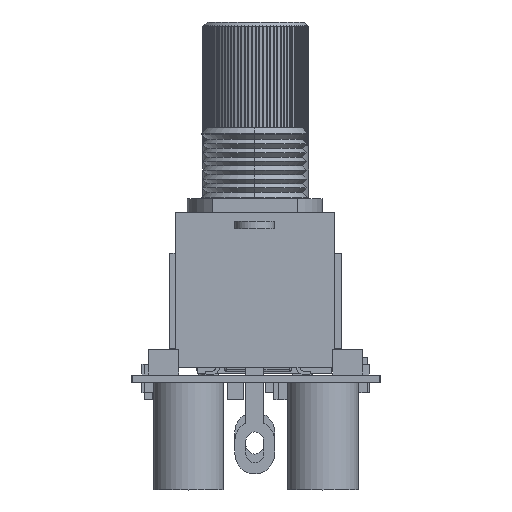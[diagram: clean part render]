
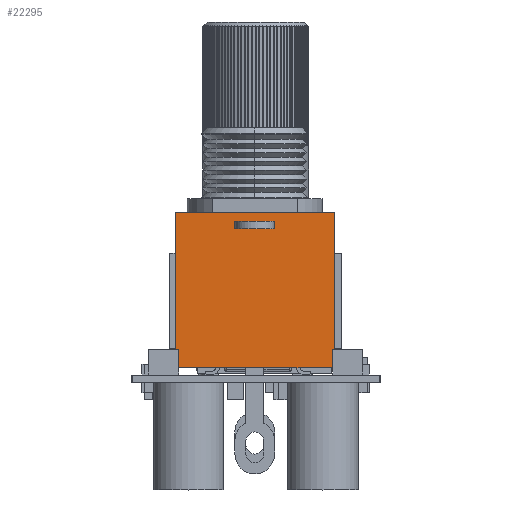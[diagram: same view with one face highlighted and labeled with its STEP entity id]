
A CAD part, front view. The second image highlights one B-rep face of the part: STEP entity #22295.
In plain terms, the highlighted face is planar.
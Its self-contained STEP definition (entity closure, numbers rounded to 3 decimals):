
#22295 = ADVANCED_FACE('',(#22296,#22330),#22364,.F.);
#22296 = FACE_BOUND('',#22297,.T.);
#22297 = EDGE_LOOP('',(#22298,#22308,#22316,#22324));
#22298 = ORIENTED_EDGE('',*,*,#22299,.T.);
#22299 = EDGE_CURVE('',#22300,#22302,#22304,.T.);
#22300 = VERTEX_POINT('',#22301);
#22301 = CARTESIAN_POINT('',(-13.6,4.5,4.8));
#22302 = VERTEX_POINT('',#22303);
#22303 = CARTESIAN_POINT('',(-13.6,-4.5,4.8));
#22304 = LINE('',#22305,#22306);
#22305 = CARTESIAN_POINT('',(-13.6,4.5,4.8));
#22306 = VECTOR('',#22307,1.);
#22307 = DIRECTION('',(0.,-1.,0.));
#22308 = ORIENTED_EDGE('',*,*,#22309,.T.);
#22309 = EDGE_CURVE('',#22302,#22310,#22312,.T.);
#22310 = VERTEX_POINT('',#22311);
#22311 = CARTESIAN_POINT('',(-4.8,-4.5,4.8));
#22312 = LINE('',#22313,#22314);
#22313 = CARTESIAN_POINT('',(-4.8,-4.5,4.8));
#22314 = VECTOR('',#22315,1.);
#22315 = DIRECTION('',(1.,0.,0.));
#22316 = ORIENTED_EDGE('',*,*,#22317,.F.);
#22317 = EDGE_CURVE('',#22318,#22310,#22320,.T.);
#22318 = VERTEX_POINT('',#22319);
#22319 = CARTESIAN_POINT('',(-4.8,4.5,4.8));
#22320 = LINE('',#22321,#22322);
#22321 = CARTESIAN_POINT('',(-4.8,4.5,4.8));
#22322 = VECTOR('',#22323,1.);
#22323 = DIRECTION('',(0.,-1.,0.));
#22324 = ORIENTED_EDGE('',*,*,#22325,.F.);
#22325 = EDGE_CURVE('',#22300,#22318,#22326,.T.);
#22326 = LINE('',#22327,#22328);
#22327 = CARTESIAN_POINT('',(-4.8,4.5,4.8));
#22328 = VECTOR('',#22329,1.);
#22329 = DIRECTION('',(1.,0.,0.));
#22330 = FACE_BOUND('',#22331,.T.);
#22331 = EDGE_LOOP('',(#22332,#22342,#22350,#22358));
#22332 = ORIENTED_EDGE('',*,*,#22333,.F.);
#22333 = EDGE_CURVE('',#22334,#22336,#22338,.T.);
#22334 = VERTEX_POINT('',#22335);
#22335 = CARTESIAN_POINT('',(-5.7,-0.5,4.8));
#22336 = VERTEX_POINT('',#22337);
#22337 = CARTESIAN_POINT('',(-5.3,-0.5,4.8));
#22338 = LINE('',#22339,#22340);
#22339 = CARTESIAN_POINT('',(-19.6,-0.5,4.8));
#22340 = VECTOR('',#22341,1.);
#22341 = DIRECTION('',(1.,0.,0.));
#22342 = ORIENTED_EDGE('',*,*,#22343,.F.);
#22343 = EDGE_CURVE('',#22344,#22334,#22346,.T.);
#22344 = VERTEX_POINT('',#22345);
#22345 = CARTESIAN_POINT('',(-5.7,0.5,4.8));
#22346 = LINE('',#22347,#22348);
#22347 = CARTESIAN_POINT('',(-5.7,1.125,4.8));
#22348 = VECTOR('',#22349,1.);
#22349 = DIRECTION('',(0.,-1.,0.));
#22350 = ORIENTED_EDGE('',*,*,#22351,.T.);
#22351 = EDGE_CURVE('',#22344,#22352,#22354,.T.);
#22352 = VERTEX_POINT('',#22353);
#22353 = CARTESIAN_POINT('',(-5.3,0.5,4.8));
#22354 = LINE('',#22355,#22356);
#22355 = CARTESIAN_POINT('',(-19.6,0.5,4.8));
#22356 = VECTOR('',#22357,1.);
#22357 = DIRECTION('',(1.,0.,0.));
#22358 = ORIENTED_EDGE('',*,*,#22359,.F.);
#22359 = EDGE_CURVE('',#22336,#22352,#22360,.T.);
#22360 = LINE('',#22361,#22362);
#22361 = CARTESIAN_POINT('',(-5.3,1.125,4.8));
#22362 = VECTOR('',#22363,1.);
#22363 = DIRECTION('',(0.,1.,0.));
#22364 = PLANE('',#22365);
#22365 = AXIS2_PLACEMENT_3D('',#22366,#22367,#22368);
#22366 = CARTESIAN_POINT('',(-4.8,4.5,4.8));
#22367 = DIRECTION('',(0.,0.,-1.));
#22368 = DIRECTION('',(-1.,0.,0.));
